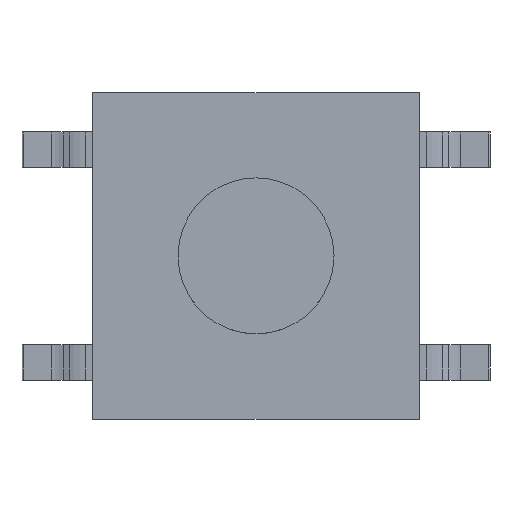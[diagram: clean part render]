
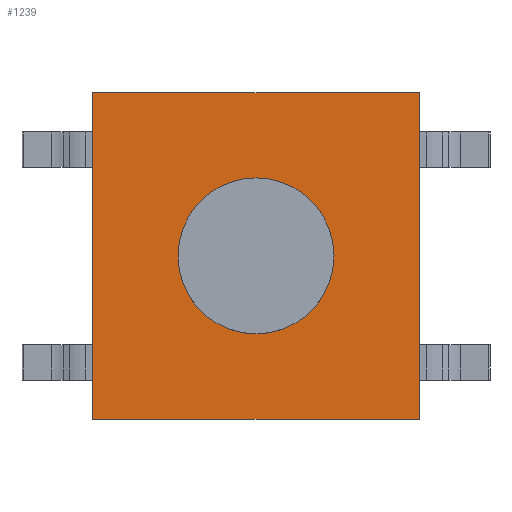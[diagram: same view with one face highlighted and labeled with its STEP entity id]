
A CAD part, top view. The second image highlights one B-rep face of the part: STEP entity #1239.
In plain terms, the highlighted planar face has unit normal (0, 0, 1).
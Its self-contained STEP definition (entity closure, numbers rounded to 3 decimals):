
#99=FACE_OUTER_BOUND('',#172,.T.);
#172=EDGE_LOOP('',(#831,#832,#833,#834));
#245=LINE('',#1844,#378);
#248=LINE('',#1849,#381);
#249=LINE('',#1852,#382);
#251=LINE('',#1855,#384);
#378=VECTOR('',#1460,10.);
#381=VECTOR('',#1465,10.);
#382=VECTOR('',#1468,10.);
#384=VECTOR('',#1472,10.);
#510=VERTEX_POINT('',#1841);
#511=VERTEX_POINT('',#1843);
#512=VERTEX_POINT('',#1847);
#513=VERTEX_POINT('',#1851);
#633=EDGE_CURVE('',#511,#510,#245,.T.);
#636=EDGE_CURVE('',#510,#512,#248,.T.);
#637=EDGE_CURVE('',#513,#511,#249,.T.);
#639=EDGE_CURVE('',#512,#513,#251,.T.);
#831=ORIENTED_EDGE('',*,*,#636,.T.);
#832=ORIENTED_EDGE('',*,*,#639,.T.);
#833=ORIENTED_EDGE('',*,*,#637,.T.);
#834=ORIENTED_EDGE('',*,*,#633,.T.);
#1182=PLANE('',#1331);
#1239=ADVANCED_FACE('',(#99),#1182,.T.);
#1331=AXIS2_PLACEMENT_3D('',#1856,#1473,#1474);
#1460=DIRECTION('',(1.,0.,0.));
#1465=DIRECTION('',(0.,1.,0.));
#1468=DIRECTION('',(0.,-1.,0.));
#1472=DIRECTION('',(-1.,0.,0.));
#1473=DIRECTION('center_axis',(0.,0.,1.));
#1474=DIRECTION('ref_axis',(1.,0.,0.));
#1841=CARTESIAN_POINT('',(2.3,-2.3,1.2));
#1843=CARTESIAN_POINT('',(-2.3,-2.3,1.2));
#1844=CARTESIAN_POINT('',(-2.3,-2.3,1.2));
#1847=CARTESIAN_POINT('',(2.3,2.3,1.2));
#1849=CARTESIAN_POINT('',(2.3,-2.3,1.2));
#1851=CARTESIAN_POINT('',(-2.3,2.3,1.2));
#1852=CARTESIAN_POINT('',(-2.3,2.3,1.2));
#1855=CARTESIAN_POINT('',(2.3,2.3,1.2));
#1856=CARTESIAN_POINT('Origin',(0.,0.,1.2));
